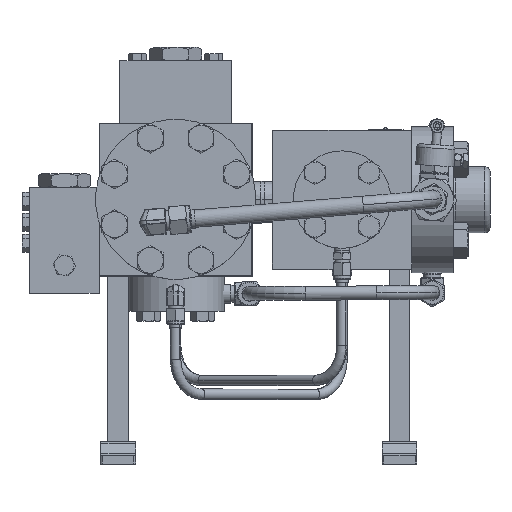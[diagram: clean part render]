
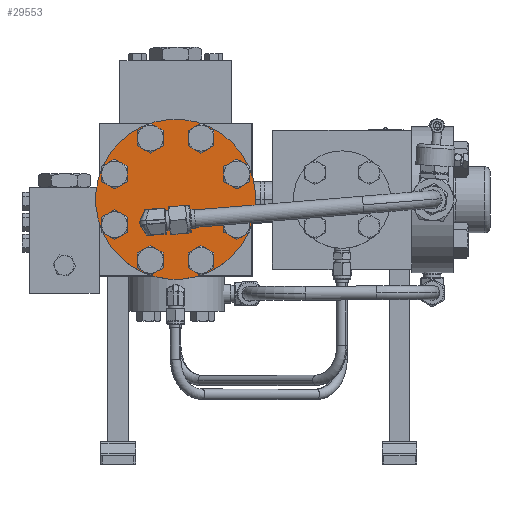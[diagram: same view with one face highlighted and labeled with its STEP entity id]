
A CAD part, top view. The second image highlights one B-rep face of the part: STEP entity #29553.
In plain terms, the highlighted planar face has unit normal (0, 0, 1).
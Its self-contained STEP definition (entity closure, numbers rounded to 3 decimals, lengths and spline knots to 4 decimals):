
#2112 = VERTEX_POINT ( 'NONE', #61036 ) ;
#5203 = DIRECTION ( 'NONE',  ( 0., 0., -1. ) ) ;
#7215 = CARTESIAN_POINT ( 'NONE',  ( -3.125, 0., 10.343 ) ) ;
#9577 = EDGE_CURVE ( 'NONE', #54039, #2112, #31104, .T. ) ;
#10753 = CARTESIAN_POINT ( 'NONE',  ( -1.0921, -2.0329, 10.343 ) ) ;
#14349 = DIRECTION ( 'NONE',  ( 0.707, 0.707, 0. ) ) ;
#20217 = CIRCLE ( 'NONE', #52129, 2.875 ) ;
#27955 = ORIENTED_EDGE ( 'NONE', *, *, #9577, .F. ) ;
#29553 = ADVANCED_FACE ( 'NONE', ( #88093 ), #46486, .T. ) ;
#31104 = CIRCLE ( 'NONE', #48663, 2.875 ) ;
#31275 = CARTESIAN_POINT ( 'NONE',  ( -3.125, 0., 10.343 ) ) ;
#39217 = DIRECTION ( 'NONE',  ( -0.707, -0.707, 0. ) ) ;
#46486 = PLANE ( 'NONE',  #91598 ) ;
#48663 = AXIS2_PLACEMENT_3D ( 'NONE', #31275, #74050, #14349 ) ;
#51627 = CARTESIAN_POINT ( 'NONE',  ( -5.1579, -2.0329, 10.343 ) ) ;
#52129 = AXIS2_PLACEMENT_3D ( 'NONE', #7215, #5203, #73418 ) ;
#54039 = VERTEX_POINT ( 'NONE', #51627 ) ;
#61036 = CARTESIAN_POINT ( 'NONE',  ( -1.0921, 2.0329, 10.343 ) ) ;
#61164 = EDGE_CURVE ( 'NONE', #2112, #54039, #20217, .T. ) ;
#61251 = ORIENTED_EDGE ( 'NONE', *, *, #61164, .F. ) ;
#73418 = DIRECTION ( 'NONE',  ( 0.707, 0.707, 0. ) ) ;
#74050 = DIRECTION ( 'NONE',  ( 0., 0., -1. ) ) ;
#79374 = EDGE_LOOP ( 'NONE', ( #61251, #27955 ) ) ;
#82344 = DIRECTION ( 'NONE',  ( 0., 0., 1. ) ) ;
#88093 = FACE_OUTER_BOUND ( 'NONE', #79374, .T. ) ;
#91598 = AXIS2_PLACEMENT_3D ( 'NONE', #10753, #82344, #39217 ) ;
